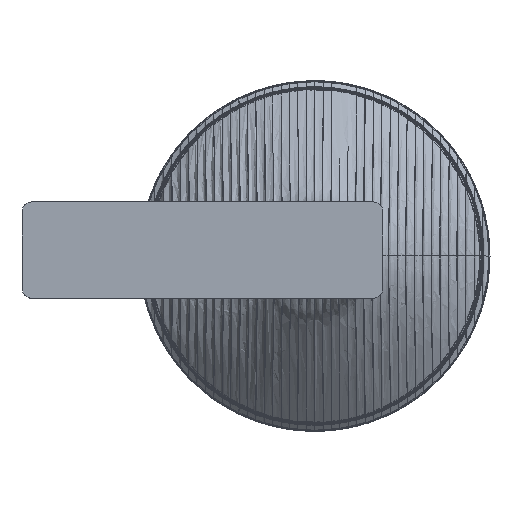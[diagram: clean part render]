
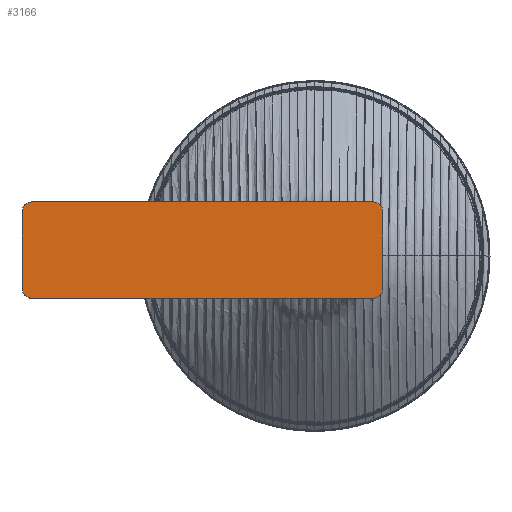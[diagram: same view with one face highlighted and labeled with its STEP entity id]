
A CAD part, top view. The second image highlights one B-rep face of the part: STEP entity #3166.
In plain terms, the highlighted planar face has unit normal (0, 0, 1).
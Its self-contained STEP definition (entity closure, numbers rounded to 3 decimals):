
#1263=B_SPLINE_CURVE_WITH_KNOTS('',1,(#42547,#42548),.UNSPECIFIED.,.F.,
 .F.,(2,2),(0.,38.101),.UNSPECIFIED.);
#1264=B_SPLINE_CURVE_WITH_KNOTS('',1,(#42554,#42555),.UNSPECIFIED.,.F.,
 .F.,(2,2),(0.,170.102),.UNSPECIFIED.);
#1265=B_SPLINE_CURVE_WITH_KNOTS('',1,(#42561,#42562),.UNSPECIFIED.,.F.,
 .F.,(2,2),(0.,38.101),.UNSPECIFIED.);
#1266=B_SPLINE_CURVE_WITH_KNOTS('',1,(#42568,#42569),.UNSPECIFIED.,.F.,
 .F.,(2,2),(0.,170.102),.UNSPECIFIED.);
#3166=ADVANCED_FACE('',(#3419),#7704,.T.);
#3419=FACE_OUTER_BOUND('',#3672,.T.);
#3672=EDGE_LOOP('',(#4906,#4907,#4908,#4909,#4910,#4911,#4912,#4913));
#4906=ORIENTED_EDGE('',*,*,#6157,.T.);
#4907=ORIENTED_EDGE('',*,*,#6158,.T.);
#4908=ORIENTED_EDGE('',*,*,#6159,.T.);
#4909=ORIENTED_EDGE('',*,*,#6160,.T.);
#4910=ORIENTED_EDGE('',*,*,#6161,.T.);
#4911=ORIENTED_EDGE('',*,*,#6162,.T.);
#4912=ORIENTED_EDGE('',*,*,#6163,.T.);
#4913=ORIENTED_EDGE('',*,*,#6164,.T.);
#6157=EDGE_CURVE('',#7667,#7668,#6422,.T.);
#6158=EDGE_CURVE('',#7668,#7669,#1263,.T.);
#6159=EDGE_CURVE('',#7669,#7670,#6423,.T.);
#6160=EDGE_CURVE('',#7670,#7671,#1264,.T.);
#6161=EDGE_CURVE('',#7671,#7672,#6424,.T.);
#6162=EDGE_CURVE('',#7672,#7673,#1265,.T.);
#6163=EDGE_CURVE('',#7673,#7674,#6425,.T.);
#6164=EDGE_CURVE('',#7674,#7667,#1266,.T.);
#6422=(
BOUNDED_CURVE()
B_SPLINE_CURVE(2,(#42542,#42543,#42544,#42545,#42546),.UNSPECIFIED.,.F.,
 .F.)
B_SPLINE_CURVE_WITH_KNOTS((3,2,3),(0.,4.058,8.284),
 .UNSPECIFIED.)
CURVE()
GEOMETRIC_REPRESENTATION_ITEM()
RATIONAL_B_SPLINE_CURVE((1.,0.927,1.,0.921,1.))
REPRESENTATION_ITEM('')
);
#6423=(
BOUNDED_CURVE()
B_SPLINE_CURVE(2,(#42549,#42550,#42551,#42552,#42553),.UNSPECIFIED.,.F.,
 .F.)
B_SPLINE_CURVE_WITH_KNOTS((3,2,3),(0.,4.226,8.284),
 .UNSPECIFIED.)
CURVE()
GEOMETRIC_REPRESENTATION_ITEM()
RATIONAL_B_SPLINE_CURVE((1.,0.921,1.,0.927,1.))
REPRESENTATION_ITEM('')
);
#6424=(
BOUNDED_CURVE()
B_SPLINE_CURVE(2,(#42556,#42557,#42558,#42559,#42560),.UNSPECIFIED.,.F.,
 .F.)
B_SPLINE_CURVE_WITH_KNOTS((3,2,3),(0.,4.058,8.284),
 .UNSPECIFIED.)
CURVE()
GEOMETRIC_REPRESENTATION_ITEM()
RATIONAL_B_SPLINE_CURVE((1.,0.927,1.,0.921,1.))
REPRESENTATION_ITEM('')
);
#6425=(
BOUNDED_CURVE()
B_SPLINE_CURVE(2,(#42563,#42564,#42565,#42566,#42567),.UNSPECIFIED.,.F.,
 .F.)
B_SPLINE_CURVE_WITH_KNOTS((3,2,3),(0.,4.226,8.284),
 .UNSPECIFIED.)
CURVE()
GEOMETRIC_REPRESENTATION_ITEM()
RATIONAL_B_SPLINE_CURVE((1.,0.921,1.,0.927,1.))
REPRESENTATION_ITEM('')
);
#7667=VERTEX_POINT('',#42534);
#7668=VERTEX_POINT('',#42535);
#7669=VERTEX_POINT('',#42536);
#7670=VERTEX_POINT('',#42537);
#7671=VERTEX_POINT('',#42538);
#7672=VERTEX_POINT('',#42539);
#7673=VERTEX_POINT('',#42540);
#7674=VERTEX_POINT('',#42541);
#7704=PLANE('',#8011);
#8011=AXIS2_PLACEMENT_3D('',#42533,#8115,$);
#8115=DIRECTION('',(0.,0.,1.));
#42533=CARTESIAN_POINT('',(-164.705,-29.504,1179.5));
#42534=CARTESIAN_POINT('',(29.051,-24.05,1179.5));
#42535=CARTESIAN_POINT('',(34.051,-19.05,1179.5));
#42536=CARTESIAN_POINT('',(34.051,19.05,1179.5));
#42537=CARTESIAN_POINT('',(29.051,24.05,1179.5));
#42538=CARTESIAN_POINT('',(-141.051,24.05,1179.5));
#42539=CARTESIAN_POINT('',(-146.051,19.05,1179.5));
#42540=CARTESIAN_POINT('',(-146.051,-19.05,1179.5));
#42541=CARTESIAN_POINT('',(-141.051,-24.05,1179.5));
#42542=CARTESIAN_POINT('',(29.051,-24.05,1179.5));
#42543=CARTESIAN_POINT('',(31.08,-24.05,1179.5));
#42544=CARTESIAN_POINT('',(32.535,-22.636,1179.5));
#42545=CARTESIAN_POINT('',(34.051,-21.163,1179.5));
#42546=CARTESIAN_POINT('',(34.051,-19.05,1179.5));
#42547=CARTESIAN_POINT('',(34.051,-19.05,1179.5));
#42548=CARTESIAN_POINT('',(34.051,19.05,1179.5));
#42549=CARTESIAN_POINT('',(34.051,19.05,1179.5));
#42550=CARTESIAN_POINT('',(34.051,21.163,1179.5));
#42551=CARTESIAN_POINT('',(32.535,22.636,1179.5));
#42552=CARTESIAN_POINT('',(31.08,24.05,1179.5));
#42553=CARTESIAN_POINT('',(29.051,24.05,1179.5));
#42554=CARTESIAN_POINT('',(29.051,24.05,1179.5));
#42555=CARTESIAN_POINT('',(-141.051,24.05,1179.5));
#42556=CARTESIAN_POINT('',(-141.051,24.05,1179.5));
#42557=CARTESIAN_POINT('',(-143.08,24.05,1179.5));
#42558=CARTESIAN_POINT('',(-144.535,22.636,1179.5));
#42559=CARTESIAN_POINT('',(-146.051,21.163,1179.5));
#42560=CARTESIAN_POINT('',(-146.051,19.05,1179.5));
#42561=CARTESIAN_POINT('',(-146.051,19.05,1179.5));
#42562=CARTESIAN_POINT('',(-146.051,-19.05,1179.5));
#42563=CARTESIAN_POINT('',(-146.051,-19.05,1179.5));
#42564=CARTESIAN_POINT('',(-146.051,-21.163,1179.5));
#42565=CARTESIAN_POINT('',(-144.535,-22.636,1179.5));
#42566=CARTESIAN_POINT('',(-143.08,-24.05,1179.5));
#42567=CARTESIAN_POINT('',(-141.051,-24.05,1179.5));
#42568=CARTESIAN_POINT('',(-141.051,-24.05,1179.5));
#42569=CARTESIAN_POINT('',(29.051,-24.05,1179.5));
